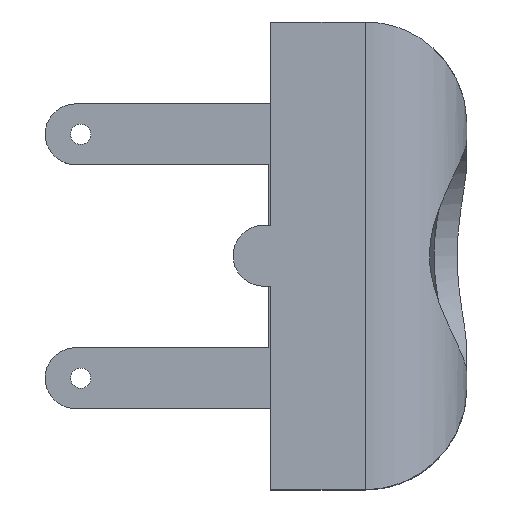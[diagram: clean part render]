
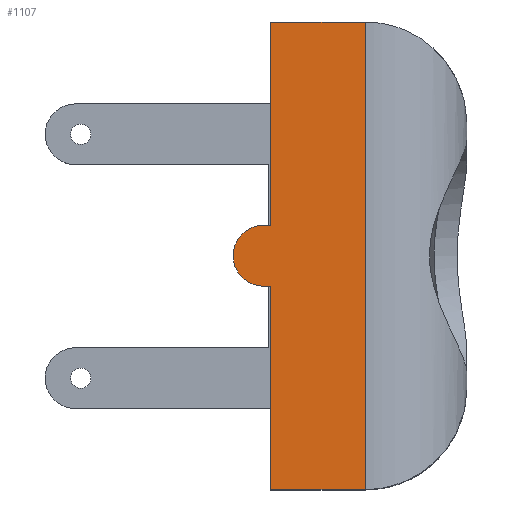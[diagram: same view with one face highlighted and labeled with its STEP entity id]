
A CAD part, top view. The second image highlights one B-rep face of the part: STEP entity #1107.
In plain terms, the highlighted planar face has unit normal (0, 0, 1).
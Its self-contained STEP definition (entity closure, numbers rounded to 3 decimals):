
#34=CARTESIAN_POINT('',(-20.,188.,33.));
#35=VERTEX_POINT('',#34);
#51=CARTESIAN_POINT('',(-20.,182.,33.));
#52=VERTEX_POINT('',#51);
#59=CARTESIAN_POINT('',(-23.,185.,33.));
#60=VERTEX_POINT('',#59);
#61=CARTESIAN_POINT('',(-20.,185.,33.));
#62=DIRECTION('',(-0.,-0.,1.));
#63=DIRECTION('',(-1.,0.,0.));
#64=AXIS2_PLACEMENT_3D('',#61,#62,#63);
#65=CIRCLE('',#64,3.);
#66=EDGE_CURVE('',#60,#52,#65,.T.);
#68=CARTESIAN_POINT('',(-20.,185.,33.));
#69=DIRECTION('',(-0.,-0.,1.));
#70=DIRECTION('',(-1.,0.,0.));
#71=AXIS2_PLACEMENT_3D('',#68,#69,#70);
#72=CIRCLE('',#71,3.);
#73=EDGE_CURVE('',#35,#60,#72,.T.);
#92=CARTESIAN_POINT('',(-19.3,182.,33.));
#93=VERTEX_POINT('',#92);
#100=CARTESIAN_POINT('',(-20.,182.,33.));
#101=DIRECTION('',(1.,0.,-0.));
#102=VECTOR('',#101,0.7);
#103=LINE('',#100,#102);
#104=EDGE_CURVE('',#52,#93,#103,.T.);
#116=CARTESIAN_POINT('',(-19.3,188.,33.));
#117=VERTEX_POINT('',#116);
#131=CARTESIAN_POINT('',(-20.,188.,33.));
#132=DIRECTION('',(1.,0.,-0.));
#133=VECTOR('',#132,0.7);
#134=LINE('',#131,#133);
#135=EDGE_CURVE('',#35,#117,#134,.T.);
#186=CARTESIAN_POINT('',(-19.3,162.,33.));
#187=VERTEX_POINT('',#186);
#194=CARTESIAN_POINT('',(-19.3,182.,33.));
#195=DIRECTION('',(0.,-1.,0.));
#196=VECTOR('',#195,20.);
#197=LINE('',#194,#196);
#198=EDGE_CURVE('',#93,#187,#197,.T.);
#1037=CARTESIAN_POINT('',(-19.3,208.,33.));
#1038=VERTEX_POINT('',#1037);
#1039=CARTESIAN_POINT('',(-19.3,208.,33.));
#1040=DIRECTION('',(0.,-1.,0.));
#1041=VECTOR('',#1040,20.);
#1042=LINE('',#1039,#1041);
#1043=EDGE_CURVE('',#1038,#117,#1042,.T.);
#1072=CARTESIAN_POINT('',(-19.502,185.,33.));
#1073=DIRECTION('',(0.,0.,-1.));
#1074=DIRECTION('',(-1.,0.,0.));
#1075=AXIS2_PLACEMENT_3D('',#1072,#1073,#1074);
#1076=PLANE('',#1075);
#1077=ORIENTED_EDGE('',*,*,#135,.F.);
#1078=ORIENTED_EDGE('',*,*,#73,.T.);
#1079=ORIENTED_EDGE('',*,*,#66,.T.);
#1080=ORIENTED_EDGE('',*,*,#104,.T.);
#1081=ORIENTED_EDGE('',*,*,#198,.T.);
#1082=CARTESIAN_POINT('',(-10.,162.,33.));
#1083=VERTEX_POINT('',#1082);
#1084=CARTESIAN_POINT('',(-19.3,162.,33.));
#1085=DIRECTION('',(1.,0.,-0.));
#1086=VECTOR('',#1085,9.3);
#1087=LINE('',#1084,#1086);
#1088=EDGE_CURVE('',#187,#1083,#1087,.T.);
#1089=ORIENTED_EDGE('',*,*,#1088,.T.);
#1090=CARTESIAN_POINT('',(-10.,208.,33.));
#1091=VERTEX_POINT('',#1090);
#1092=CARTESIAN_POINT('',(-10.,162.,33.));
#1093=DIRECTION('',(0.,1.,0.));
#1094=VECTOR('',#1093,46.);
#1095=LINE('',#1092,#1094);
#1096=EDGE_CURVE('',#1083,#1091,#1095,.T.);
#1097=ORIENTED_EDGE('',*,*,#1096,.T.);
#1098=CARTESIAN_POINT('',(-19.3,208.,33.));
#1099=DIRECTION('',(1.,0.,-0.));
#1100=VECTOR('',#1099,9.3);
#1101=LINE('',#1098,#1100);
#1102=EDGE_CURVE('',#1038,#1091,#1101,.T.);
#1103=ORIENTED_EDGE('',*,*,#1102,.F.);
#1104=ORIENTED_EDGE('',*,*,#1043,.T.);
#1105=EDGE_LOOP('',(#1077,#1078,#1079,#1080,#1081,#1089,#1097,#1103,#1104));
#1106=FACE_BOUND('',#1105,.T.);
#1107=ADVANCED_FACE('',(#1106),#1076,.F.);
